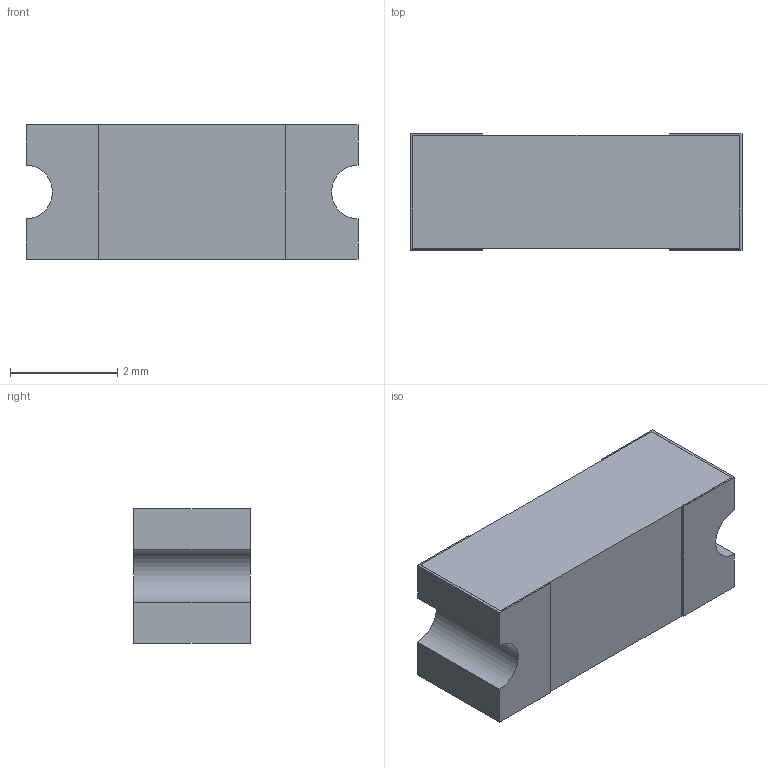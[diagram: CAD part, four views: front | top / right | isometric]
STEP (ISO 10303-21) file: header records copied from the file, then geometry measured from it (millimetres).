
FILE_DESCRIPTION (( 'STEP AP214' ), '1' );
FILE_NAME ('User Library-2410 fuse.STEP', '2015-09-17T16:03:20', ( 'Windows User' ), ( '' ), 'SwSTEP 2.0', 'SolidWorks 2015', '' );
FILE_SCHEMA (( 'AUTOMOTIVE_DESIGN' ));
Length unit declared in the file: millimetre
Products named in the file (1): User Library-2410 fuse
Bounding box: 6.18 x 2.16 x 2.5 mm (x, y, z)
Volume: 31.2 mm3; surface area: 69.1 mm2
Topology: 1 solids, 1 shells, 72 faces, 192 edges, 128 vertices
Faces by surface type: plane 55, bspline 15, cylinder 2
Entity records: 3914 total; most frequent: CARTESIAN_POINT 1584, ORIENTED_EDGE 384, DIRECTION 282, EDGE_CURVE 192, VECTOR 158, LINE 158, VERTEX_POINT 128, EDGE_LOOP 78
